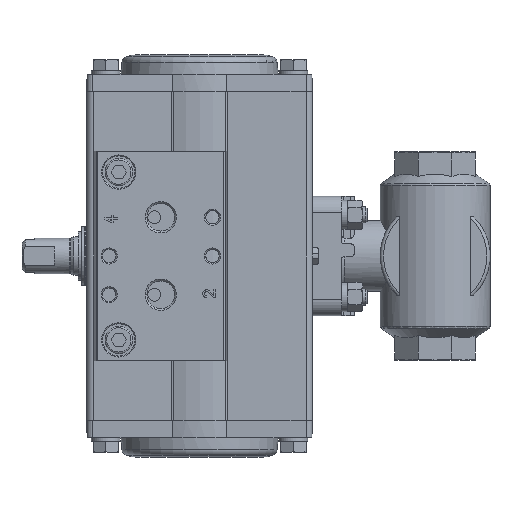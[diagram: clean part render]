
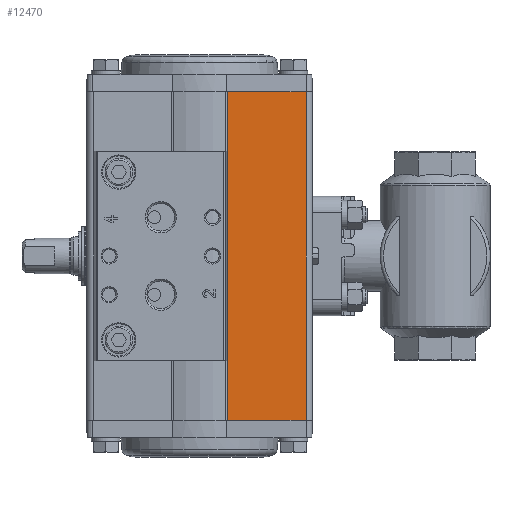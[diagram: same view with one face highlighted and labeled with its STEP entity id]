
A CAD part, left-side view. The second image highlights one B-rep face of the part: STEP entity #12470.
In plain terms, the highlighted face is planar.
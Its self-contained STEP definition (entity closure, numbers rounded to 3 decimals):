
#306=PLANE('',#13601);
#1408=LINE('',#20012,#2148);
#1432=LINE('',#20150,#2172);
#1468=LINE('',#20258,#2208);
#1469=LINE('',#20259,#2209);
#2148=VECTOR('',#15608,1000.);
#2172=VECTOR('',#15674,1000.);
#2208=VECTOR('',#15766,1000.);
#2209=VECTOR('',#15767,1000.);
#3780=ORIENTED_EDGE('',*,*,#6761,.F.);
#3781=ORIENTED_EDGE('',*,*,#6862,.F.);
#3782=ORIENTED_EDGE('',*,*,#6809,.T.);
#3783=ORIENTED_EDGE('',*,*,#6863,.T.);
#6761=EDGE_CURVE('',#8380,#8388,#1408,.T.);
#6809=EDGE_CURVE('',#8410,#8428,#1432,.T.);
#6862=EDGE_CURVE('',#8410,#8380,#1468,.T.);
#6863=EDGE_CURVE('',#8428,#8388,#1469,.T.);
#8380=VERTEX_POINT('',#19982);
#8388=VERTEX_POINT('',#20013);
#8410=VERTEX_POINT('',#20079);
#8428=VERTEX_POINT('',#20149);
#10147=EDGE_LOOP('',(#3780,#3781,#3782,#3783));
#11243=FACE_BOUND('',#10147,.T.);
#12470=ADVANCED_FACE('',(#11243),#306,.F.);
#13601=AXIS2_PLACEMENT_3D('',#20257,#15764,#15765);
#15608=DIRECTION('',(0.,-1.,0.));
#15674=DIRECTION('',(0.,-1.,0.));
#15764=DIRECTION('',(-1.,0.,0.));
#15765=DIRECTION('',(0.,0.,1.));
#15766=DIRECTION('',(0.,0.,-1.));
#15767=DIRECTION('',(0.,0.,-1.));
#19982=CARTESIAN_POINT('',(23.,-8.789,-50.85));
#20012=CARTESIAN_POINT('',(23.,35.,-50.85));
#20013=CARTESIAN_POINT('',(23.,-33.,-50.85));
#20079=CARTESIAN_POINT('',(23.,-8.789,50.85));
#20149=CARTESIAN_POINT('',(23.,-33.,50.85));
#20150=CARTESIAN_POINT('',(23.,35.,50.85));
#20257=CARTESIAN_POINT('',(23.,8.789,50.85));
#20258=CARTESIAN_POINT('',(23.,-8.789,50.85));
#20259=CARTESIAN_POINT('',(23.,-33.,60.));
